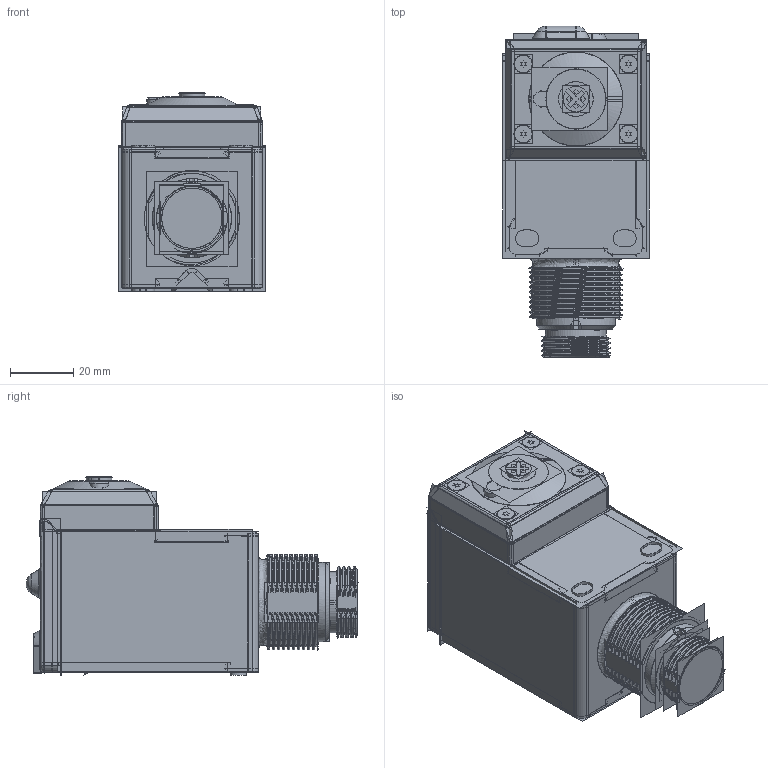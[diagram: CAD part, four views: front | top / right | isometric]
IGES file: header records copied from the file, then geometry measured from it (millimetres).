
Start section:  PTC IGES file: 156721_sm01.igs
Global section: file name: 156721_sm01.igs; native system: Creo Parametric by PTC Inc.; preprocessor: 2019292; author: PDMAdmin; organization: Unknown; date: 20221107.140917; units: millimetre
Bounding box: 46.28 x 104.88 x 62.79 mm (x, y, z)
Volume: 168960 mm3; surface area: 128966.3 mm2
Topology: 1 solids, 1 shells, 1364 faces, 6882 edges, 8558 vertices
Faces by surface type: bspline 796, revolution 568
